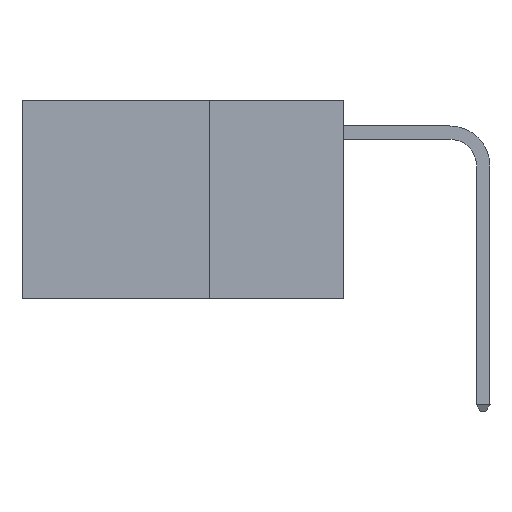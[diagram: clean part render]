
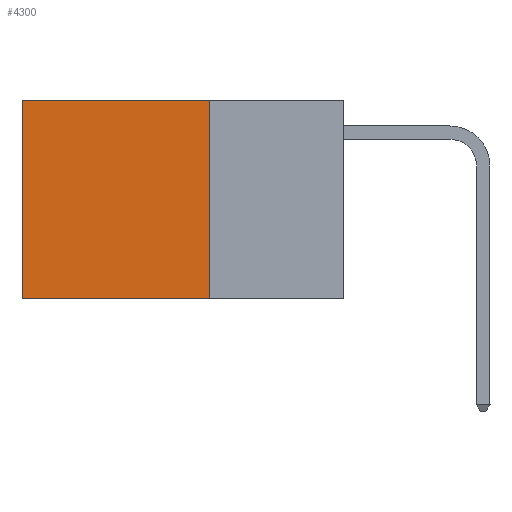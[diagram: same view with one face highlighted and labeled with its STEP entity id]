
A CAD part, left-side view. The second image highlights one B-rep face of the part: STEP entity #4300.
In plain terms, the highlighted planar face has unit normal (-1, 0, 0).
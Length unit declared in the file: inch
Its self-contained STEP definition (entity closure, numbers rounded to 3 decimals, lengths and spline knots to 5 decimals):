
#376 = VECTOR ( 'NONE', #17331, 39.37008 ) ;
#968 = VERTEX_POINT ( 'NONE', #2214 ) ;
#1682 = VERTEX_POINT ( 'NONE', #9711 ) ;
#2214 = CARTESIAN_POINT ( 'NONE',  ( 0.2625, 0.6, -0.37 ) ) ;
#2269 = CARTESIAN_POINT ( 'NONE',  ( 0.2625, 0.25, 0. ) ) ;
#2635 = ORIENTED_EDGE ( 'NONE', *, *, #4594, .F. ) ;
#3322 = CARTESIAN_POINT ( 'NONE',  ( 0.2625, 0.25, -0.37 ) ) ;
#4029 = CARTESIAN_POINT ( 'NONE',  ( 0.2625, 0.25, -0.37 ) ) ;
#4300 = ADVANCED_FACE ( 'NONE', ( #18765 ), #5571, .F. ) ;
#4594 = EDGE_CURVE ( 'NONE', #7258, #968, #13307, .T. ) ;
#4639 = EDGE_CURVE ( 'NONE', #12395, #1682, #18709, .T. ) ;
#4803 = VECTOR ( 'NONE', #11715, 39.37008 ) ;
#4850 = EDGE_CURVE ( 'NONE', #1682, #968, #12849, .T. ) ;
#4858 = ORIENTED_EDGE ( 'NONE', *, *, #4850, .T. ) ;
#5571 = PLANE ( 'NONE',  #18498 ) ;
#5857 = ORIENTED_EDGE ( 'NONE', *, *, #20935, .F. ) ;
#7258 = VERTEX_POINT ( 'NONE', #3322 ) ;
#7438 = CARTESIAN_POINT ( 'NONE',  ( 0.2625, 0.25, 0. ) ) ;
#8890 = VECTOR ( 'NONE', #14760, 39.37008 ) ;
#9711 = CARTESIAN_POINT ( 'NONE',  ( 0.2625, 0.6, 0. ) ) ;
#9890 = CARTESIAN_POINT ( 'NONE',  ( 0.2625, 0.6, 0. ) ) ;
#10688 = DIRECTION ( 'NONE',  ( 1., 0., 0. ) ) ;
#11500 = VECTOR ( 'NONE', #18058, 39.37008 ) ;
#11587 = LINE ( 'NONE', #14656, #11500 ) ;
#11715 = DIRECTION ( 'NONE',  ( 0., 1., 0. ) ) ;
#11719 = EDGE_LOOP ( 'NONE', ( #4858, #2635, #5857, #14637 ) ) ;
#12395 = VERTEX_POINT ( 'NONE', #18967 ) ;
#12849 = LINE ( 'NONE', #9890, #8890 ) ;
#13307 = LINE ( 'NONE', #4029, #4803 ) ;
#14637 = ORIENTED_EDGE ( 'NONE', *, *, #4639, .T. ) ;
#14656 = CARTESIAN_POINT ( 'NONE',  ( 0.2625, 0.25, 0. ) ) ;
#14760 = DIRECTION ( 'NONE',  ( 0., 0., -1. ) ) ;
#17165 = DIRECTION ( 'NONE',  ( 0., 0., -1. ) ) ;
#17331 = DIRECTION ( 'NONE',  ( 0., 1., 0. ) ) ;
#18058 = DIRECTION ( 'NONE',  ( 0., 0., -1. ) ) ;
#18498 = AXIS2_PLACEMENT_3D ( 'NONE', #2269, #10688, #17165 ) ;
#18709 = LINE ( 'NONE', #7438, #376 ) ;
#18765 = FACE_OUTER_BOUND ( 'NONE', #11719, .T. ) ;
#18967 = CARTESIAN_POINT ( 'NONE',  ( 0.2625, 0.25, 0. ) ) ;
#20935 = EDGE_CURVE ( 'NONE', #12395, #7258, #11587, .T. ) ;
